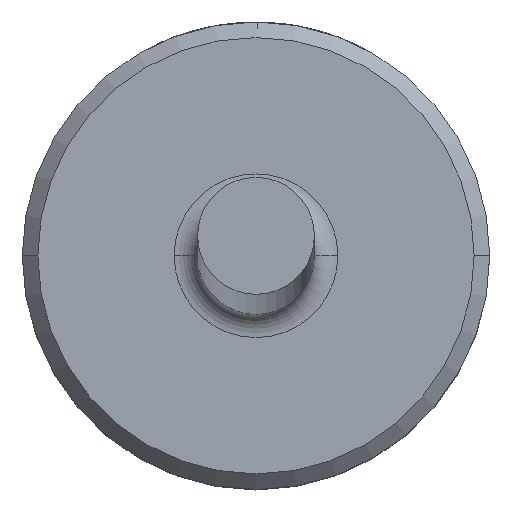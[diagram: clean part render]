
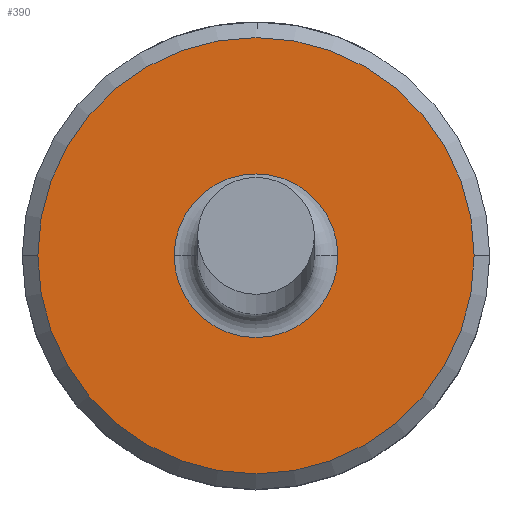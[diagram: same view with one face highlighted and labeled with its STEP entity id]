
A CAD part, top view. The second image highlights one B-rep face of the part: STEP entity #390.
In plain terms, the highlighted planar face has unit normal (0, 0, 1).
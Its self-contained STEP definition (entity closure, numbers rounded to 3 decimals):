
#2 = CARTESIAN_POINT ( 'NONE',  ( 0., 0., 4. ) ) ;
#6 = FACE_OUTER_BOUND ( 'NONE', #567, .T. ) ;
#21 = FACE_BOUND ( 'NONE', #839, .T. ) ;
#66 = CARTESIAN_POINT ( 'NONE',  ( -2.8, 0., 4. ) ) ;
#75 = ORIENTED_EDGE ( 'NONE', *, *, #984, .T. ) ;
#100 = DIRECTION ( 'NONE',  ( 1., 0., 0. ) ) ;
#105 = EDGE_CURVE ( 'NONE', #1038, #1011, #255, .T. ) ;
#107 = CIRCLE ( 'NONE', #486, 2.8 ) ;
#108 = CARTESIAN_POINT ( 'NONE',  ( -1.05, 0., 4. ) ) ;
#115 = AXIS2_PLACEMENT_3D ( 'NONE', #807, #248, #893 ) ;
#216 = DIRECTION ( 'NONE',  ( 0., 0., -1. ) ) ;
#247 = CARTESIAN_POINT ( 'NONE',  ( 0., 0., 4. ) ) ;
#248 = DIRECTION ( 'NONE',  ( 0., 0., -1. ) ) ;
#255 = CIRCLE ( 'NONE', #549, 1.05 ) ;
#340 = DIRECTION ( 'NONE',  ( -1., 0., 0. ) ) ;
#341 = CARTESIAN_POINT ( 'NONE',  ( 2.8, 0., 4. ) ) ;
#381 = ORIENTED_EDGE ( 'NONE', *, *, #105, .T. ) ;
#390 = ADVANCED_FACE ( 'NONE', ( #6, #21 ), #744, .T. ) ;
#486 = AXIS2_PLACEMENT_3D ( 'NONE', #2, #664, #100 ) ;
#495 = CARTESIAN_POINT ( 'NONE',  ( 0., 0., 4. ) ) ;
#549 = AXIS2_PLACEMENT_3D ( 'NONE', #247, #216, #340 ) ;
#566 = DIRECTION ( 'NONE',  ( 1., 0., 0. ) ) ;
#567 = EDGE_LOOP ( 'NONE', ( #75, #1013 ) ) ;
#572 = DIRECTION ( 'NONE',  ( 0., 0., 1. ) ) ;
#594 = AXIS2_PLACEMENT_3D ( 'NONE', #663, #572, #566 ) ;
#600 = DIRECTION ( 'NONE',  ( 1., 0., 0. ) ) ;
#663 = CARTESIAN_POINT ( 'NONE',  ( 0., 0., 4. ) ) ;
#664 = DIRECTION ( 'NONE',  ( 0., 0., 1. ) ) ;
#677 = ORIENTED_EDGE ( 'NONE', *, *, #789, .T. ) ;
#728 = AXIS2_PLACEMENT_3D ( 'NONE', #495, #1119, #600 ) ;
#744 = PLANE ( 'NONE',  #594 ) ;
#749 = CARTESIAN_POINT ( 'NONE',  ( 1.05, 0., 4. ) ) ;
#789 = EDGE_CURVE ( 'NONE', #1011, #1038, #1152, .T. ) ;
#800 = VERTEX_POINT ( 'NONE', #341 ) ;
#807 = CARTESIAN_POINT ( 'NONE',  ( 0., 0., 4. ) ) ;
#813 = VERTEX_POINT ( 'NONE', #66 ) ;
#839 = EDGE_LOOP ( 'NONE', ( #381, #677 ) ) ;
#893 = DIRECTION ( 'NONE',  ( -1., 0., 0. ) ) ;
#933 = CIRCLE ( 'NONE', #728, 2.8 ) ;
#984 = EDGE_CURVE ( 'NONE', #813, #800, #107, .T. ) ;
#1011 = VERTEX_POINT ( 'NONE', #749 ) ;
#1013 = ORIENTED_EDGE ( 'NONE', *, *, #1166, .T. ) ;
#1038 = VERTEX_POINT ( 'NONE', #108 ) ;
#1119 = DIRECTION ( 'NONE',  ( 0., 0., 1. ) ) ;
#1152 = CIRCLE ( 'NONE', #115, 1.05 ) ;
#1166 = EDGE_CURVE ( 'NONE', #800, #813, #933, .T. ) ;
